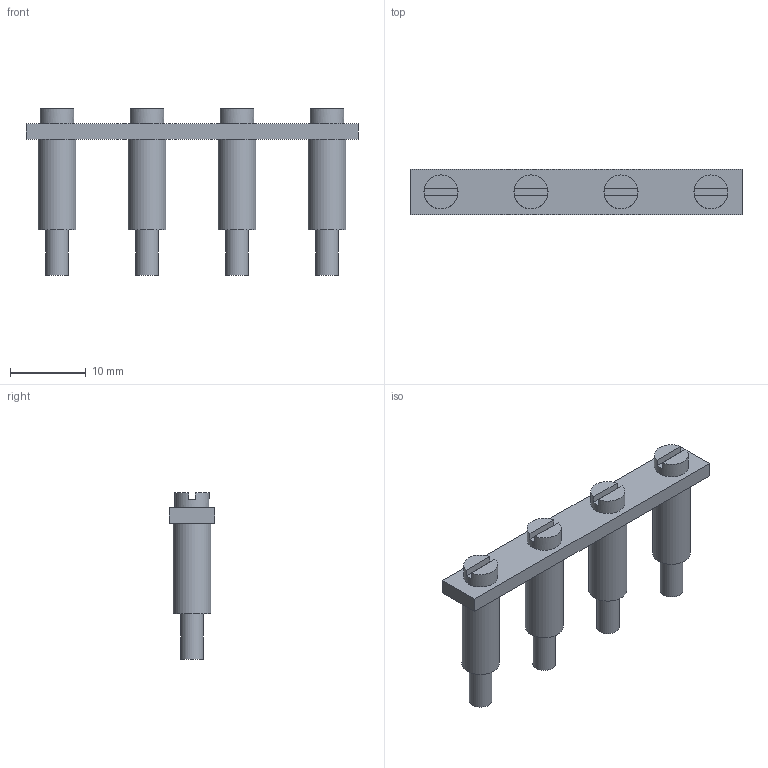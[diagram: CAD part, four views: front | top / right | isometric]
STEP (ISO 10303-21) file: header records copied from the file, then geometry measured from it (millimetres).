
FILE_DESCRIPTION(/* description */ (''),/* implementation_level */ '2;1');
FILE_NAME(/* name */ '2114_0_Q4_RK16.stp',/* time_stamp */ '2021-02-22T16:24:13+01:00',/* author */ (''),/* organization */ (''),/* preprocessor_version */ 'ST-DEVELOPER v16.7',/* originating_system */ 'SIEMENS PLM Software NX 12.0',/* authorisation */ '');
FILE_SCHEMA (('AUTOMOTIVE_DESIGN { 1 0 10303 214 3 1 1 1 }'));
Length unit declared in the file: millimetre
Products named in the file (1): 2114_0_Q4_RK16
Bounding box: 43.9 x 6 x 22 mm (x, y, z)
Volume: 1570.1 mm3; surface area: 3101.2 mm2
Topology: 9 solids, 9 shells, 70 faces, 132 edges, 88 vertices
Faces by surface type: plane 46, cylinder 24
Full cylindrical faces by diameter (mm): 2.7 x4, 3 x4, 3.4 x4, 3.5 x4, 4.5 x4, 5 x4
Entity records: 1724 total; most frequent: DIRECTION 306, CARTESIAN_POINT 259, ORIENTED_EDGE 208, AXIS2_PLACEMENT_3D 131, EDGE_LOOP 118, EDGE_CURVE 104, FACE_BOUND 90, VERTEX_POINT 84
